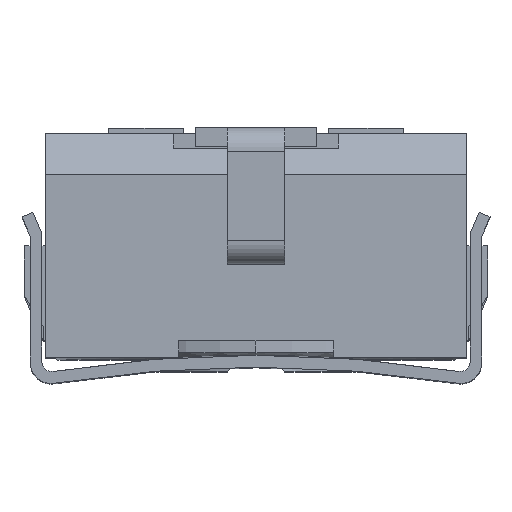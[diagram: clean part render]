
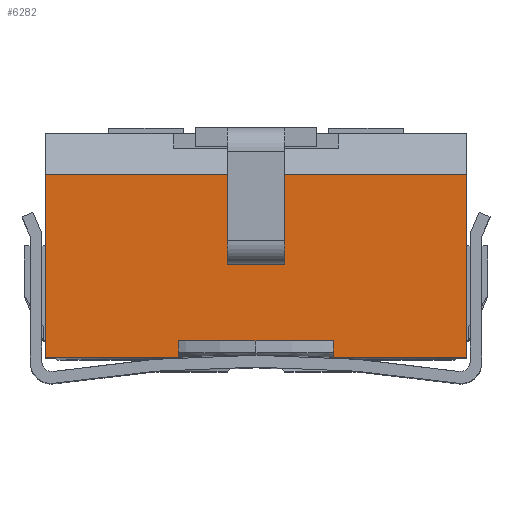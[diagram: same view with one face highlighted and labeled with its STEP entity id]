
A CAD part, top view. The second image highlights one B-rep face of the part: STEP entity #6282.
In plain terms, the highlighted planar face has unit normal (0, 0, 1).
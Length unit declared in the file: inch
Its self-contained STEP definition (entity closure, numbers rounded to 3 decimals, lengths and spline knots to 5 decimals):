
#1142=DIRECTION('',(0.,-1.,0.));
#1143=VECTOR('',#1142,0.077);
#1144=CARTESIAN_POINT('',(-0.0885,0.072,0.0886));
#1145=LINE('',#1144,#1143);
#1174=DIRECTION('',(1.,0.,0.));
#1175=VECTOR('',#1174,0.177);
#1176=CARTESIAN_POINT('',(-0.0885,0.072,0.0886));
#1177=LINE('',#1176,#1175);
#1178=DIRECTION('',(0.,-1.,0.));
#1179=VECTOR('',#1178,0.077);
#1180=CARTESIAN_POINT('',(0.0885,0.072,0.0886));
#1181=LINE('',#1180,#1179);
#1182=DIRECTION('',(0.,1.,0.));
#1183=VECTOR('',#1182,0.007);
#1184=CARTESIAN_POINT('',(0.0325,-0.005,0.0886));
#1185=LINE('',#1184,#1183);
#1186=DIRECTION('',(-1.,0.,0.));
#1187=VECTOR('',#1186,0.024);
#1188=CARTESIAN_POINT('',(0.012,0.042,0.0886));
#1189=LINE('',#1188,#1187);
#1190=DIRECTION('',(0.,-1.,0.));
#1191=VECTOR('',#1190,0.008);
#1192=CARTESIAN_POINT('',(-0.012,0.042,0.0886));
#1193=LINE('',#1192,#1191);
#1194=DIRECTION('',(-1.,0.,0.));
#1195=VECTOR('',#1194,0.024);
#1196=CARTESIAN_POINT('',(0.012,0.034,0.0886));
#1197=LINE('',#1196,#1195);
#1198=DIRECTION('',(0.,-1.,0.));
#1199=VECTOR('',#1198,0.008);
#1200=CARTESIAN_POINT('',(0.012,0.042,0.0886));
#1201=LINE('',#1200,#1199);
#1206=DIRECTION('',(1.,0.,0.));
#1207=VECTOR('',#1206,0.056);
#1208=CARTESIAN_POINT('',(0.0325,-0.005,0.0886));
#1209=LINE('',#1208,#1207);
#1252=DIRECTION('',(1.,0.,0.));
#1253=VECTOR('',#1252,0.065);
#1254=CARTESIAN_POINT('',(-0.0325,0.002,0.0886));
#1255=LINE('',#1254,#1253);
#1479=DIRECTION('',(1.,0.,0.));
#1480=VECTOR('',#1479,0.056);
#1481=CARTESIAN_POINT('',(-0.0885,-0.005,0.0886));
#1482=LINE('',#1481,#1480);
#1496=DIRECTION('',(0.,1.,0.));
#1497=VECTOR('',#1496,0.007);
#1498=CARTESIAN_POINT('',(-0.0325,-0.005,0.0886));
#1499=LINE('',#1498,#1497);
#4803=CARTESIAN_POINT('',(0.0885,0.072,0.0886));
#4804=VERTEX_POINT('',#4803);
#4805=CARTESIAN_POINT('',(-0.0885,0.072,0.0886));
#4806=VERTEX_POINT('',#4805);
#4823=CARTESIAN_POINT('',(-0.0885,-0.005,0.0886));
#4824=VERTEX_POINT('',#4823);
#4847=CARTESIAN_POINT('',(0.0885,-0.005,0.0886));
#4848=VERTEX_POINT('',#4847);
#4849=CARTESIAN_POINT('',(0.0325,-0.005,0.0886));
#4850=VERTEX_POINT('',#4849);
#4851=CARTESIAN_POINT('',(0.0325,0.002,0.0886));
#4852=VERTEX_POINT('',#4851);
#4853=CARTESIAN_POINT('',(-0.0325,0.002,0.0886));
#4854=VERTEX_POINT('',#4853);
#4855=CARTESIAN_POINT('',(-0.0325,-0.005,0.0886));
#4856=VERTEX_POINT('',#4855);
#5147=CARTESIAN_POINT('',(0.012,0.042,0.0886));
#5148=CARTESIAN_POINT('',(-0.012,0.042,0.0886));
#5149=VERTEX_POINT('',#5147);
#5150=VERTEX_POINT('',#5148);
#5151=CARTESIAN_POINT('',(0.012,0.034,0.0886));
#5152=VERTEX_POINT('',#5151);
#5153=CARTESIAN_POINT('',(-0.012,0.034,0.0886));
#5154=VERTEX_POINT('',#5153);
#6252=CARTESIAN_POINT('',(0.,0.0335,0.0886));
#6253=DIRECTION('',(0.,0.,-1.));
#6254=DIRECTION('',(-1.,0.,0.));
#6255=AXIS2_PLACEMENT_3D('',#6252,#6253,#6254);
#6256=PLANE('',#6255);
#6257=ORIENTED_EDGE('',*,*,#6156,.T.);
#6258=ORIENTED_EDGE('',*,*,#6137,.T.);
#6260=ORIENTED_EDGE('',*,*,#6259,.F.);
#6262=ORIENTED_EDGE('',*,*,#6261,.T.);
#6264=ORIENTED_EDGE('',*,*,#6263,.F.);
#6266=ORIENTED_EDGE('',*,*,#6265,.F.);
#6268=ORIENTED_EDGE('',*,*,#6267,.F.);
#6269=ORIENTED_EDGE('',*,*,#6220,.F.);
#6270=EDGE_LOOP('',(#6257,#6258,#6260,#6262,#6264,#6266,#6268,#6269));
#6271=FACE_OUTER_BOUND('',#6270,.F.);
#6273=ORIENTED_EDGE('',*,*,#6272,.T.);
#6275=ORIENTED_EDGE('',*,*,#6274,.T.);
#6277=ORIENTED_EDGE('',*,*,#6276,.F.);
#6279=ORIENTED_EDGE('',*,*,#6278,.F.);
#6280=EDGE_LOOP('',(#6273,#6275,#6277,#6279));
#6281=FACE_BOUND('',#6280,.F.);
#6282=ADVANCED_FACE('',(#6271,#6281),#6256,.F.);
#6137=EDGE_CURVE('',#4804,#4848,#1181,.T.);
#6156=EDGE_CURVE('',#4806,#4804,#1177,.T.);
#6220=EDGE_CURVE('',#4806,#4824,#1145,.T.);
#6259=EDGE_CURVE('',#4850,#4848,#1209,.T.);
#6261=EDGE_CURVE('',#4850,#4852,#1185,.T.);
#6263=EDGE_CURVE('',#4854,#4852,#1255,.T.);
#6265=EDGE_CURVE('',#4856,#4854,#1499,.T.);
#6267=EDGE_CURVE('',#4824,#4856,#1482,.T.);
#6272=EDGE_CURVE('',#5149,#5150,#1189,.T.);
#6274=EDGE_CURVE('',#5150,#5154,#1193,.T.);
#6276=EDGE_CURVE('',#5152,#5154,#1197,.T.);
#6278=EDGE_CURVE('',#5149,#5152,#1201,.T.);
